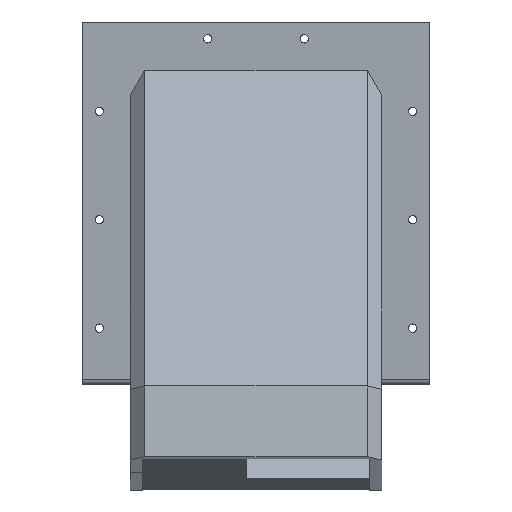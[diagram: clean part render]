
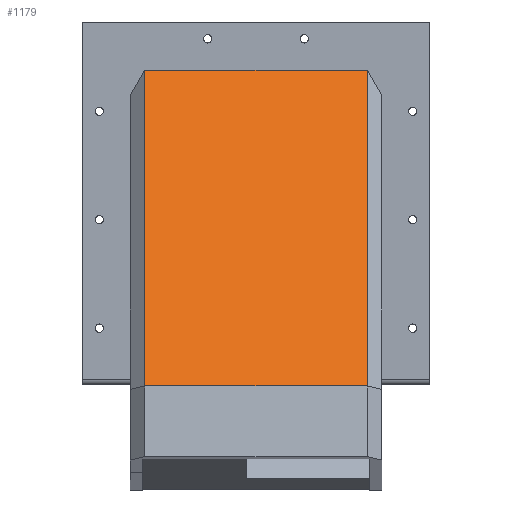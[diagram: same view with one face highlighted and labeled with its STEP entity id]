
A CAD part, top view. The second image highlights one B-rep face of the part: STEP entity #1179.
In plain terms, the highlighted planar face has unit normal (0, 0.574, 0.819).
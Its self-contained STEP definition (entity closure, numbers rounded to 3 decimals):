
#93=PLANE('',#1304);
#147=FACE_OUTER_BOUND('',#243,.T.);
#243=EDGE_LOOP('',(#1044,#1045,#1046,#1047));
#332=LINE('',#1842,#450);
#356=LINE('',#1923,#474);
#360=LINE('',#1931,#478);
#361=LINE('',#1933,#479);
#450=VECTOR('',#1477,10.);
#474=VECTOR('',#1579,10.);
#478=VECTOR('',#1591,10.);
#479=VECTOR('',#1594,10.);
#617=VERTEX_POINT('',#1839);
#618=VERTEX_POINT('',#1841);
#635=VERTEX_POINT('',#1918);
#636=VERTEX_POINT('',#1922);
#738=EDGE_CURVE('',#617,#618,#332,.T.);
#776=EDGE_CURVE('',#636,#635,#356,.T.);
#780=EDGE_CURVE('',#617,#636,#360,.T.);
#781=EDGE_CURVE('',#618,#635,#361,.T.);
#1044=ORIENTED_EDGE('',*,*,#776,.T.);
#1045=ORIENTED_EDGE('',*,*,#781,.F.);
#1046=ORIENTED_EDGE('',*,*,#738,.F.);
#1047=ORIENTED_EDGE('',*,*,#780,.T.);
#1179=ADVANCED_FACE('',(#147),#93,.T.);
#1304=AXIS2_PLACEMENT_3D('',#1934,#1595,#1596);
#1477=DIRECTION('',(1.,0.,0.));
#1579=DIRECTION('',(1.,0.,0.));
#1591=DIRECTION('',(0.,-0.819,0.574));
#1594=DIRECTION('',(0.,-0.819,0.574));
#1595=DIRECTION('center_axis',(0.,0.574,0.819));
#1596=DIRECTION('ref_axis',(1.,0.,0.));
#1839=CARTESIAN_POINT('',(-48.732,60.541,5.));
#1841=CARTESIAN_POINT('',(43.732,60.541,5.));
#1842=CARTESIAN_POINT('',(-2.5,60.541,5.));
#1918=CARTESIAN_POINT('',(43.732,-70.651,96.862));
#1922=CARTESIAN_POINT('',(-48.732,-70.651,96.862));
#1923=CARTESIAN_POINT('',(-2.5,-70.651,96.862));
#1931=CARTESIAN_POINT('',(-48.732,-59.512,89.062));
#1933=CARTESIAN_POINT('',(43.732,-59.512,89.062));
#1934=CARTESIAN_POINT('Origin',(-2.5,4.996,43.893));
